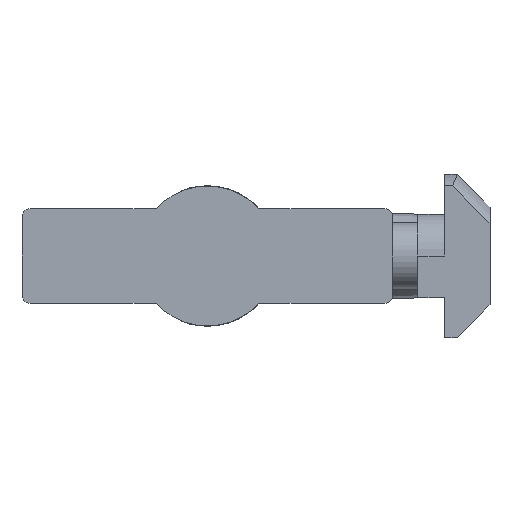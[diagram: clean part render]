
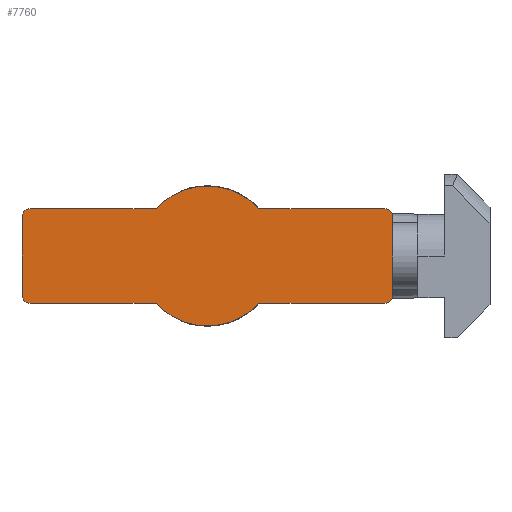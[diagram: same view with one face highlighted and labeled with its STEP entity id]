
A CAD part, front view. The second image highlights one B-rep face of the part: STEP entity #7760.
In plain terms, the highlighted planar face has unit normal (0, -1, 0).
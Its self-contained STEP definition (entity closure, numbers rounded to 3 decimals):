
#3 = CIRCLE ( 'NONE', #4668, 8.4 ) ;
#28 = DIRECTION ( 'NONE',  ( 0., 0., -1. ) ) ;
#81 = CARTESIAN_POINT ( 'NONE',  ( -6.17, -45., -5.7 ) ) ;
#88 = EDGE_LOOP ( 'NONE', ( #3340, #6979, #5906, #6006, #2283, #1783, #4828, #7975, #1717, #3464, #7973, #2375, #8645 ) ) ;
#423 = VERTEX_POINT ( 'NONE', #4146 ) ;
#585 = VECTOR ( 'NONE', #9712, 1000. ) ;
#616 = CARTESIAN_POINT ( 'NONE',  ( -22.3, -45., 4.7 ) ) ;
#710 = VERTEX_POINT ( 'NONE', #7718 ) ;
#750 = DIRECTION ( 'NONE',  ( 0., 0., -1. ) ) ;
#786 = AXIS2_PLACEMENT_3D ( 'NONE', #2482, #8065, #28 ) ;
#1057 = DIRECTION ( 'NONE',  ( 0., 0., 1. ) ) ;
#1297 = CARTESIAN_POINT ( 'NONE',  ( 0., -45., 0. ) ) ;
#1404 = DIRECTION ( 'NONE',  ( 0., 0., -1. ) ) ;
#1489 = EDGE_CURVE ( 'NONE', #1728, #423, #2242, .T. ) ;
#1717 = ORIENTED_EDGE ( 'NONE', *, *, #4703, .F. ) ;
#1728 = VERTEX_POINT ( 'NONE', #6249 ) ;
#1739 = VECTOR ( 'NONE', #8354, 1000. ) ;
#1783 = ORIENTED_EDGE ( 'NONE', *, *, #4418, .F. ) ;
#1784 = EDGE_CURVE ( 'NONE', #9182, #5541, #4414, .T. ) ;
#1986 = CARTESIAN_POINT ( 'NONE',  ( -21.3, -45., -5.7 ) ) ;
#2100 = DIRECTION ( 'NONE',  ( 0., 1., 0. ) ) ;
#2163 = DIRECTION ( 'NONE',  ( 0., 1., 0. ) ) ;
#2242 = LINE ( 'NONE', #8282, #1739 ) ;
#2283 = ORIENTED_EDGE ( 'NONE', *, *, #8870, .F. ) ;
#2357 = CARTESIAN_POINT ( 'NONE',  ( 22.3, -45., 0. ) ) ;
#2366 = VECTOR ( 'NONE', #9486, 1000. ) ;
#2375 = ORIENTED_EDGE ( 'NONE', *, *, #6484, .F. ) ;
#2482 = CARTESIAN_POINT ( 'NONE',  ( 21.3, -45., -4.7 ) ) ;
#2488 = DIRECTION ( 'NONE',  ( 0., 1., 0. ) ) ;
#2561 = CARTESIAN_POINT ( 'NONE',  ( 21.3, -45., 4.7 ) ) ;
#2603 = AXIS2_PLACEMENT_3D ( 'NONE', #2561, #2488, #7463 ) ;
#2630 = CARTESIAN_POINT ( 'NONE',  ( -22.3, -45., 0. ) ) ;
#2724 = DIRECTION ( 'NONE',  ( 0., 1., 0. ) ) ;
#3023 = PLANE ( 'NONE',  #6117 ) ;
#3340 = ORIENTED_EDGE ( 'NONE', *, *, #10005, .F. ) ;
#3430 = AXIS2_PLACEMENT_3D ( 'NONE', #8857, #8950, #3973 ) ;
#3464 = ORIENTED_EDGE ( 'NONE', *, *, #3524, .F. ) ;
#3489 = VECTOR ( 'NONE', #8451, 1000. ) ;
#3513 = EDGE_CURVE ( 'NONE', #5145, #710, #7458, .T. ) ;
#3524 = EDGE_CURVE ( 'NONE', #710, #8111, #10125, .T. ) ;
#3713 = EDGE_CURVE ( 'NONE', #5924, #8322, #8094, .T. ) ;
#3732 = LINE ( 'NONE', #5181, #3489 ) ;
#3770 = CARTESIAN_POINT ( 'NONE',  ( 0., -45., 0. ) ) ;
#3892 = CARTESIAN_POINT ( 'NONE',  ( 0., -45., 5.7 ) ) ;
#3973 = DIRECTION ( 'NONE',  ( 0., 0., -1. ) ) ;
#4146 = CARTESIAN_POINT ( 'NONE',  ( -6.17, -45., 5.7 ) ) ;
#4278 = EDGE_CURVE ( 'NONE', #8897, #1728, #6166, .T. ) ;
#4385 = CARTESIAN_POINT ( 'NONE',  ( 0., -45., 0. ) ) ;
#4414 = LINE ( 'NONE', #3892, #2366 ) ;
#4418 = EDGE_CURVE ( 'NONE', #8322, #10477, #9215, .T. ) ;
#4668 = AXIS2_PLACEMENT_3D ( 'NONE', #4385, #2724, #8408 ) ;
#4703 = EDGE_CURVE ( 'NONE', #8111, #9076, #3732, .T. ) ;
#4828 = ORIENTED_EDGE ( 'NONE', *, *, #3713, .F. ) ;
#4897 = FACE_OUTER_BOUND ( 'NONE', #88, .T. ) ;
#5027 = VECTOR ( 'NONE', #1057, 1000. ) ;
#5125 = CARTESIAN_POINT ( 'NONE',  ( 0., -45., -8.4 ) ) ;
#5145 = VERTEX_POINT ( 'NONE', #7451 ) ;
#5181 = CARTESIAN_POINT ( 'NONE',  ( 0., -45., -5.7 ) ) ;
#5270 = AXIS2_PLACEMENT_3D ( 'NONE', #10084, #7633, #9370 ) ;
#5363 = EDGE_CURVE ( 'NONE', #9076, #5924, #3, .T. ) ;
#5410 = CARTESIAN_POINT ( 'NONE',  ( 21.3, -45., 5.7 ) ) ;
#5541 = VERTEX_POINT ( 'NONE', #5410 ) ;
#5646 = CIRCLE ( 'NONE', #8108, 1. ) ;
#5906 = ORIENTED_EDGE ( 'NONE', *, *, #4278, .F. ) ;
#5924 = VERTEX_POINT ( 'NONE', #5125 ) ;
#6006 = ORIENTED_EDGE ( 'NONE', *, *, #6699, .F. ) ;
#6117 = AXIS2_PLACEMENT_3D ( 'NONE', #3770, #2163, #10309 ) ;
#6130 = VERTEX_POINT ( 'NONE', #6865 ) ;
#6166 = CIRCLE ( 'NONE', #3430, 1. ) ;
#6249 = CARTESIAN_POINT ( 'NONE',  ( -21.3, -45., 5.7 ) ) ;
#6484 = EDGE_CURVE ( 'NONE', #5541, #5145, #9996, .T. ) ;
#6699 = EDGE_CURVE ( 'NONE', #6130, #8897, #9482, .T. ) ;
#6865 = CARTESIAN_POINT ( 'NONE',  ( -22.3, -45., -4.7 ) ) ;
#6979 = ORIENTED_EDGE ( 'NONE', *, *, #1489, .F. ) ;
#7000 = DIRECTION ( 'NONE',  ( 0., 0., -1. ) ) ;
#7261 = CARTESIAN_POINT ( 'NONE',  ( 0., -45., -5.7 ) ) ;
#7377 = CARTESIAN_POINT ( 'NONE',  ( 6.17, -45., 5.7 ) ) ;
#7451 = CARTESIAN_POINT ( 'NONE',  ( 22.3, -45., 4.7 ) ) ;
#7453 = AXIS2_PLACEMENT_3D ( 'NONE', #1297, #2100, #1404 ) ;
#7458 = LINE ( 'NONE', #2357, #9365 ) ;
#7463 = DIRECTION ( 'NONE',  ( 0., 0., -1. ) ) ;
#7633 = DIRECTION ( 'NONE',  ( 0., 1., 0. ) ) ;
#7718 = CARTESIAN_POINT ( 'NONE',  ( 22.3, -45., -4.7 ) ) ;
#7760 = ADVANCED_FACE ( 'NONE', ( #4897 ), #3023, .F. ) ;
#7973 = ORIENTED_EDGE ( 'NONE', *, *, #3513, .F. ) ;
#7975 = ORIENTED_EDGE ( 'NONE', *, *, #5363, .F. ) ;
#8065 = DIRECTION ( 'NONE',  ( 0., 1., 0. ) ) ;
#8094 = CIRCLE ( 'NONE', #5270, 8.4 ) ;
#8107 = CARTESIAN_POINT ( 'NONE',  ( 6.17, -45., -5.7 ) ) ;
#8108 = AXIS2_PLACEMENT_3D ( 'NONE', #8599, #8630, #7000 ) ;
#8111 = VERTEX_POINT ( 'NONE', #10077 ) ;
#8282 = CARTESIAN_POINT ( 'NONE',  ( 0., -45., 5.7 ) ) ;
#8322 = VERTEX_POINT ( 'NONE', #81 ) ;
#8354 = DIRECTION ( 'NONE',  ( 1., 0., 0. ) ) ;
#8408 = DIRECTION ( 'NONE',  ( 0., 0., -1. ) ) ;
#8451 = DIRECTION ( 'NONE',  ( -1., 0., 0. ) ) ;
#8599 = CARTESIAN_POINT ( 'NONE',  ( -21.3, -45., -4.7 ) ) ;
#8630 = DIRECTION ( 'NONE',  ( 0., 1., 0. ) ) ;
#8645 = ORIENTED_EDGE ( 'NONE', *, *, #1784, .F. ) ;
#8857 = CARTESIAN_POINT ( 'NONE',  ( -21.3, -45., 4.7 ) ) ;
#8870 = EDGE_CURVE ( 'NONE', #10477, #6130, #5646, .T. ) ;
#8897 = VERTEX_POINT ( 'NONE', #616 ) ;
#8950 = DIRECTION ( 'NONE',  ( 0., 1., 0. ) ) ;
#9076 = VERTEX_POINT ( 'NONE', #8107 ) ;
#9182 = VERTEX_POINT ( 'NONE', #7377 ) ;
#9215 = LINE ( 'NONE', #7261, #585 ) ;
#9365 = VECTOR ( 'NONE', #750, 1000. ) ;
#9370 = DIRECTION ( 'NONE',  ( 0., 0., -1. ) ) ;
#9463 = CIRCLE ( 'NONE', #7453, 8.4 ) ;
#9482 = LINE ( 'NONE', #2630, #5027 ) ;
#9486 = DIRECTION ( 'NONE',  ( 1., 0., 0. ) ) ;
#9712 = DIRECTION ( 'NONE',  ( -1., 0., 0. ) ) ;
#9996 = CIRCLE ( 'NONE', #2603, 1. ) ;
#10005 = EDGE_CURVE ( 'NONE', #423, #9182, #9463, .T. ) ;
#10077 = CARTESIAN_POINT ( 'NONE',  ( 21.3, -45., -5.7 ) ) ;
#10084 = CARTESIAN_POINT ( 'NONE',  ( 0., -45., 0. ) ) ;
#10125 = CIRCLE ( 'NONE', #786, 1. ) ;
#10309 = DIRECTION ( 'NONE',  ( 0., 0., 1. ) ) ;
#10477 = VERTEX_POINT ( 'NONE', #1986 ) ;
